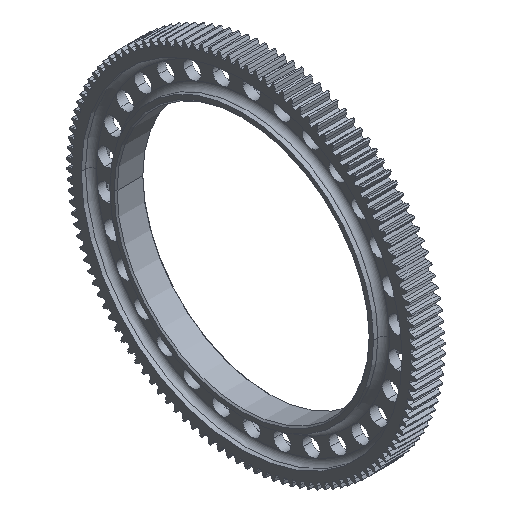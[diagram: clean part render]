
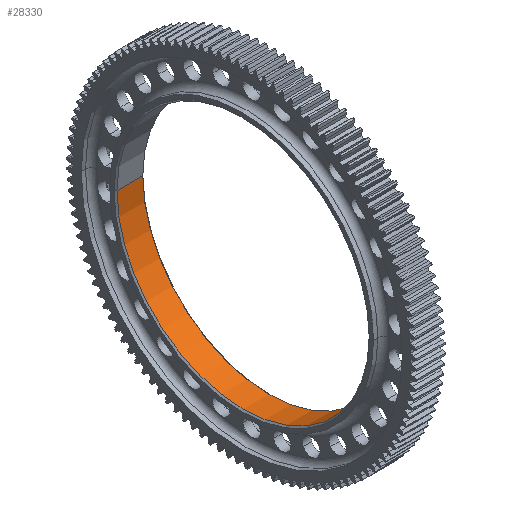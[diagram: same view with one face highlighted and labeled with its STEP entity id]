
A CAD part, isometric view. The second image highlights one B-rep face of the part: STEP entity #28330.
In plain terms, the highlighted cylindrical face has radius 44 mm (diameter 88 mm), a partial arc.
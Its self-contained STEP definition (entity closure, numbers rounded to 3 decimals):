
#28226=CARTESIAN_POINT('Vertex',(-4.5,44.,0.)) ;
#28233=CARTESIAN_POINT('Vertex',(-4.5,-44.,0.)) ;
#28253=CARTESIAN_POINT('Axis2P3D Location',(-4.5,0.,0.)) ;
#28288=CARTESIAN_POINT('Axis2P3D Location',(-0.66,0.,0.)) ;
#28297=CARTESIAN_POINT('Vertex',(4.5,44.,0.)) ;
#28299=CARTESIAN_POINT('Vertex',(4.5,-44.,0.)) ;
#28302=CARTESIAN_POINT('Line Origine',(-0.66,-44.,0.)) ;
#28307=CARTESIAN_POINT('Line Origine',(-0.66,44.,0.)) ;
#28319=CARTESIAN_POINT('Axis2P3D Location',(4.5,0.,0.)) ;
#28254=DIRECTION('Axis2P3D Direction',(1.,0.,0.)) ;
#28289=DIRECTION('Axis2P3D Direction',(1.,0.,0.)) ;
#28290=DIRECTION('Axis2P3D XDirection',(0.,1.,0.)) ;
#28303=DIRECTION('Vector Direction',(1.,0.,0.)) ;
#28308=DIRECTION('Vector Direction',(1.,0.,0.)) ;
#28320=DIRECTION('Axis2P3D Direction',(1.,0.,0.)) ;
#28255=AXIS2_PLACEMENT_3D('Circle Axis2P3D',#28253,#28254,$) ;
#28291=AXIS2_PLACEMENT_3D('Cylinder Axis2P3D',#28288,#28289,#28290) ;
#28321=AXIS2_PLACEMENT_3D('Circle Axis2P3D',#28319,#28320,$) ;
#28325=ORIENTED_EDGE('',*,*,#28323,.T.) ;
#28326=ORIENTED_EDGE('',*,*,#28311,.T.) ;
#28327=ORIENTED_EDGE('',*,*,#28257,.F.) ;
#28328=ORIENTED_EDGE('',*,*,#28306,.F.) ;
#28304=VECTOR('Line Direction',#28303,1.) ;
#28309=VECTOR('Line Direction',#28308,1.) ;
#28330=ADVANCED_FACE('a1-28-120-2',(#28329),#28292,.F.) ;
#28256=CIRCLE('generated circle',#28255,44.) ;
#28322=CIRCLE('generated circle',#28321,44.) ;
#28292=CYLINDRICAL_SURFACE('generated cylinder',#28291,44.) ;
#28257=EDGE_CURVE('',#28234,#28227,#28256,.T.) ;
#28306=EDGE_CURVE('',#28300,#28234,#28305,.F.) ;
#28311=EDGE_CURVE('',#28298,#28227,#28310,.F.) ;
#28323=EDGE_CURVE('',#28300,#28298,#28322,.T.) ;
#28324=EDGE_LOOP('',(#28325,#28326,#28327,#28328)) ;
#28329=FACE_OUTER_BOUND('',#28324,.T.) ;
#28305=LINE('Line',#28302,#28304) ;
#28310=LINE('Line',#28307,#28309) ;
#28227=VERTEX_POINT('',#28226) ;
#28234=VERTEX_POINT('',#28233) ;
#28298=VERTEX_POINT('',#28297) ;
#28300=VERTEX_POINT('',#28299) ;
